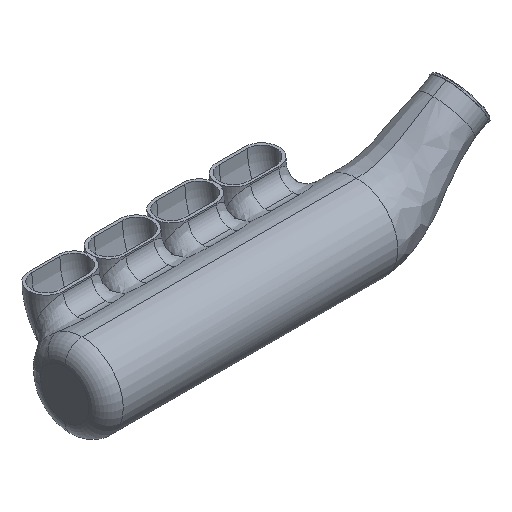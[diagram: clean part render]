
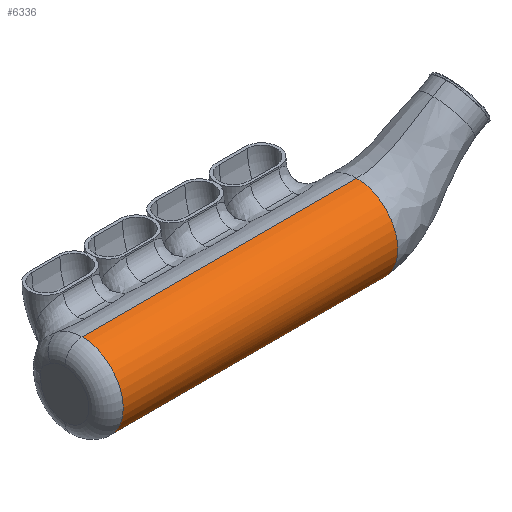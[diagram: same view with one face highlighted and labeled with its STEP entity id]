
A CAD part, isometric view. The second image highlights one B-rep face of the part: STEP entity #6336.
In plain terms, the highlighted cylindrical face has radius 60 mm (diameter 120 mm), a partial arc.
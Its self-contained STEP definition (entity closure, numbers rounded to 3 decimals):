
#698 = VERTEX_POINT ( 'NONE', #17404 ) ;
#1020 = VERTEX_POINT ( 'NONE', #14640 ) ;
#1337 = LINE ( 'NONE', #2714, #3371 ) ;
#2473 = CARTESIAN_POINT ( 'NONE',  ( 303.5, 30.079, 44.04 ) ) ;
#2549 = CARTESIAN_POINT ( 'NONE',  ( -96.5, 63.628, 94.25 ) ) ;
#2581 = CARTESIAN_POINT ( 'NONE',  ( 303.5, 40.519, 150.04 ) ) ;
#2714 = CARTESIAN_POINT ( 'NONE',  ( -121.5, 63.628, 34.25 ) ) ;
#2787 = EDGE_LOOP ( 'NONE', ( #5658, #9617, #4751, #14890 ) ) ;
#3262 = CARTESIAN_POINT ( 'NONE',  ( 303.5, 59.701, 154.25 ) ) ;
#3371 = VECTOR ( 'NONE', #14383, 1000. ) ;
#4198 = B_SPLINE_CURVE_WITH_KNOTS ( 'NONE', 3,
 ( #13513, #3262, #20205, #2581, #14134, #9043, #5660, #15528, #10535, #17019, #20622, #20414, #7458, #12236, #2473, #10848, #6075, #12130, #7566 ),
 .UNSPECIFIED., .F., .F.,
 ( 4, 1, 1, 1, 1, 1, 1, 1, 1, 1, 1, 1, 1, 1, 1, 1, 4 ),
 ( 0.5, 0.531, 0.563, 0.594, 0.625, 0.656, 0.688, 0.719, 0.75, 0.781, 0.813, 0.844, 0.875, 0.906, 0.938, 0.969, 1. ),
 .UNSPECIFIED. ) ;
#4439 = FACE_OUTER_BOUND ( 'NONE', #2787, .T. ) ;
#4751 = ORIENTED_EDGE ( 'NONE', *, *, #12632, .T. ) ;
#4786 = CIRCLE ( 'NONE', #16651, 60. ) ;
#5658 = ORIENTED_EDGE ( 'NONE', *, *, #20676, .F. ) ;
#5660 = CARTESIAN_POINT ( 'NONE',  ( 303.5, 13.418, 127.8 ) ) ;
#6075 = CARTESIAN_POINT ( 'NONE',  ( 303.5, 51.847, 35.024 ) ) ;
#6123 = VERTEX_POINT ( 'NONE', #9466 ) ;
#6336 = ADVANCED_FACE ( 'NONE', ( #4439 ), #10905, .T. ) ;
#7163 = VECTOR ( 'NONE', #13164, 1000. ) ;
#7458 = CARTESIAN_POINT ( 'NONE',  ( 303.5, 13.418, 60.701 ) ) ;
#7566 = CARTESIAN_POINT ( 'NONE',  ( 303.5, 63.628, 34.25 ) ) ;
#7689 = CARTESIAN_POINT ( 'NONE',  ( -96.5, 63.628, 154.25 ) ) ;
#7711 = AXIS2_PLACEMENT_3D ( 'NONE', #15900, #20792, #17387 ) ;
#9043 = CARTESIAN_POINT ( 'NONE',  ( 303.5, 20.928, 136.95 ) ) ;
#9466 = CARTESIAN_POINT ( 'NONE',  ( 303.5, 63.628, 34.25 ) ) ;
#9617 = ORIENTED_EDGE ( 'NONE', *, *, #19481, .T. ) ;
#10505 = DIRECTION ( 'NONE',  ( 0., 0., -1. ) ) ;
#10535 = CARTESIAN_POINT ( 'NONE',  ( 303.5, 4.402, 106.031 ) ) ;
#10848 = CARTESIAN_POINT ( 'NONE',  ( 303.5, 40.519, 38.46 ) ) ;
#10905 = CYLINDRICAL_SURFACE ( 'NONE', #7711, 60. ) ;
#11086 = VERTEX_POINT ( 'NONE', #7689 ) ;
#11459 = LINE ( 'NONE', #18246, #7163 ) ;
#12130 = CARTESIAN_POINT ( 'NONE',  ( 303.5, 59.701, 34.25 ) ) ;
#12205 = DIRECTION ( 'NONE',  ( 1., 0., 0. ) ) ;
#12236 = CARTESIAN_POINT ( 'NONE',  ( 303.5, 20.928, 51.55 ) ) ;
#12632 = EDGE_CURVE ( 'NONE', #698, #6123, #1337, .T. ) ;
#13164 = DIRECTION ( 'NONE',  ( 1., 0., 0. ) ) ;
#13513 = CARTESIAN_POINT ( 'NONE',  ( 303.5, 63.628, 154.25 ) ) ;
#14134 = CARTESIAN_POINT ( 'NONE',  ( 303.5, 30.079, 144.46 ) ) ;
#14383 = DIRECTION ( 'NONE',  ( 1., 0., 0. ) ) ;
#14640 = CARTESIAN_POINT ( 'NONE',  ( 303.5, 63.628, 154.25 ) ) ;
#14890 = ORIENTED_EDGE ( 'NONE', *, *, #18549, .F. ) ;
#15528 = CARTESIAN_POINT ( 'NONE',  ( 303.5, 7.838, 117.359 ) ) ;
#15900 = CARTESIAN_POINT ( 'NONE',  ( -121.5, 63.628, 94.25 ) ) ;
#16651 = AXIS2_PLACEMENT_3D ( 'NONE', #2549, #12205, #10505 ) ;
#17019 = CARTESIAN_POINT ( 'NONE',  ( 303.5, 3.241, 94.25 ) ) ;
#17387 = DIRECTION ( 'NONE',  ( 0., 0., -1. ) ) ;
#17404 = CARTESIAN_POINT ( 'NONE',  ( -96.5, 63.628, 34.25 ) ) ;
#18246 = CARTESIAN_POINT ( 'NONE',  ( -121.5, 63.628, 154.25 ) ) ;
#18549 = EDGE_CURVE ( 'NONE', #1020, #6123, #4198, .T. ) ;
#19481 = EDGE_CURVE ( 'NONE', #11086, #698, #4786, .T. ) ;
#20205 = CARTESIAN_POINT ( 'NONE',  ( 303.5, 51.847, 153.477 ) ) ;
#20414 = CARTESIAN_POINT ( 'NONE',  ( 303.5, 7.838, 71.141 ) ) ;
#20622 = CARTESIAN_POINT ( 'NONE',  ( 303.5, 4.402, 82.469 ) ) ;
#20676 = EDGE_CURVE ( 'NONE', #11086, #1020, #11459, .T. ) ;
#20792 = DIRECTION ( 'NONE',  ( 1., 0., 0. ) ) ;
